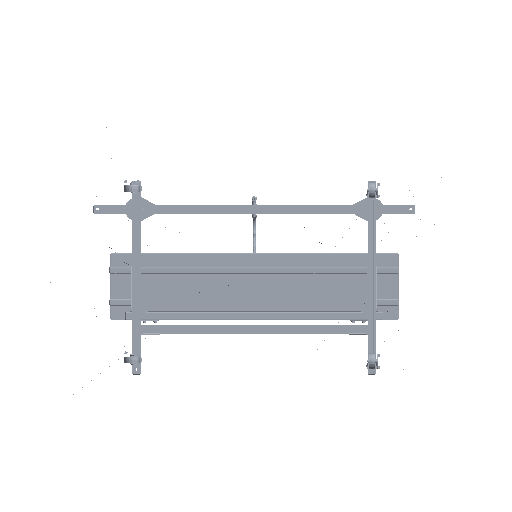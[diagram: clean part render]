
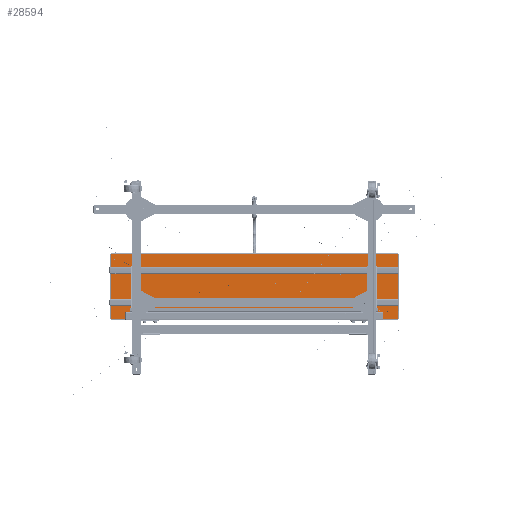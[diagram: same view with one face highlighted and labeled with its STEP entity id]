
A CAD part, front view. The second image highlights one B-rep face of the part: STEP entity #28594.
In plain terms, the highlighted face is planar.
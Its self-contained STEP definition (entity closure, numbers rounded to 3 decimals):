
#3324=FACE_OUTER_BOUND('',#5047,.T.);
#5047=EDGE_LOOP('',(#20296,#20297,#20298,#20299,#20300,#20301));
#7186=CIRCLE('',#30508,0.12);
#7187=CIRCLE('',#30509,0.12);
#8514=LINE('',#43391,#10937);
#8519=LINE('',#43416,#10942);
#8522=LINE('',#43444,#10945);
#8523=LINE('',#43448,#10946);
#10937=VECTOR('',#34354,53.72);
#10942=VECTOR('',#34375,12.209);
#10945=VECTOR('',#34382,12.209);
#10946=VECTOR('',#34385,53.698);
#13329=VERTEX_POINT('',#43376);
#13330=VERTEX_POINT('',#43380);
#13336=VERTEX_POINT('',#43415);
#13339=VERTEX_POINT('',#43443);
#13340=VERTEX_POINT('',#43445);
#13341=VERTEX_POINT('',#43447);
#16060=EDGE_CURVE('',#13329,#13330,#8514,.T.);
#16070=EDGE_CURVE('',#13336,#13329,#8519,.T.);
#16075=EDGE_CURVE('',#13330,#13339,#8522,.T.);
#16076=EDGE_CURVE('',#13339,#13340,#7186,.T.);
#16077=EDGE_CURVE('',#13340,#13341,#8523,.T.);
#16078=EDGE_CURVE('',#13341,#13336,#7187,.T.);
#20296=ORIENTED_EDGE('',*,*,#16060,.T.);
#20297=ORIENTED_EDGE('',*,*,#16075,.T.);
#20298=ORIENTED_EDGE('',*,*,#16076,.T.);
#20299=ORIENTED_EDGE('',*,*,#16077,.T.);
#20300=ORIENTED_EDGE('',*,*,#16078,.T.);
#20301=ORIENTED_EDGE('',*,*,#16070,.T.);
#27522=PLANE('',#30507);
#28594=ADVANCED_FACE('',(#3324),#27522,.F.);
#30507=AXIS2_PLACEMENT_3D('',#43442,#34380,#34381);
#30508=AXIS2_PLACEMENT_3D('',#43446,#34383,#34384);
#30509=AXIS2_PLACEMENT_3D('',#43449,#34386,#34387);
#34354=DIRECTION('',(1.,0.,0.));
#34375=DIRECTION('',(0.,1.,0.));
#34380=DIRECTION('center_axis',(0.,0.,1.));
#34381=DIRECTION('ref_axis',(1.,0.,0.));
#34382=DIRECTION('',(0.,-1.,0.));
#34383=DIRECTION('center_axis',(0.,0.,1.));
#34384=DIRECTION('ref_axis',(1.,0.,0.));
#34385=DIRECTION('',(-1.,0.,0.));
#34386=DIRECTION('center_axis',(0.,0.,1.));
#34387=DIRECTION('ref_axis',(1.,0.,0.));
#43376=CARTESIAN_POINT('',(-26.86,6.11,0.));
#43380=CARTESIAN_POINT('',(26.86,6.11,0.));
#43391=CARTESIAN_POINT('',(13.43,6.11,0.));
#43415=CARTESIAN_POINT('',(-26.86,-6.099,0.));
#43416=CARTESIAN_POINT('',(-26.86,-3.055,0.));
#43442=CARTESIAN_POINT('Origin',(0.,0.,
0.));
#43443=CARTESIAN_POINT('',(26.86,-6.099,0.));
#43444=CARTESIAN_POINT('',(26.86,3.125,0.));
#43445=CARTESIAN_POINT('',(26.849,-6.11,0.));
#43446=CARTESIAN_POINT('Origin',(26.939,-6.189,0.));
#43447=CARTESIAN_POINT('',(-26.849,-6.11,0.));
#43448=CARTESIAN_POINT('',(13.43,-6.11,0.));
#43449=CARTESIAN_POINT('Origin',(-26.939,-6.189,0.));
